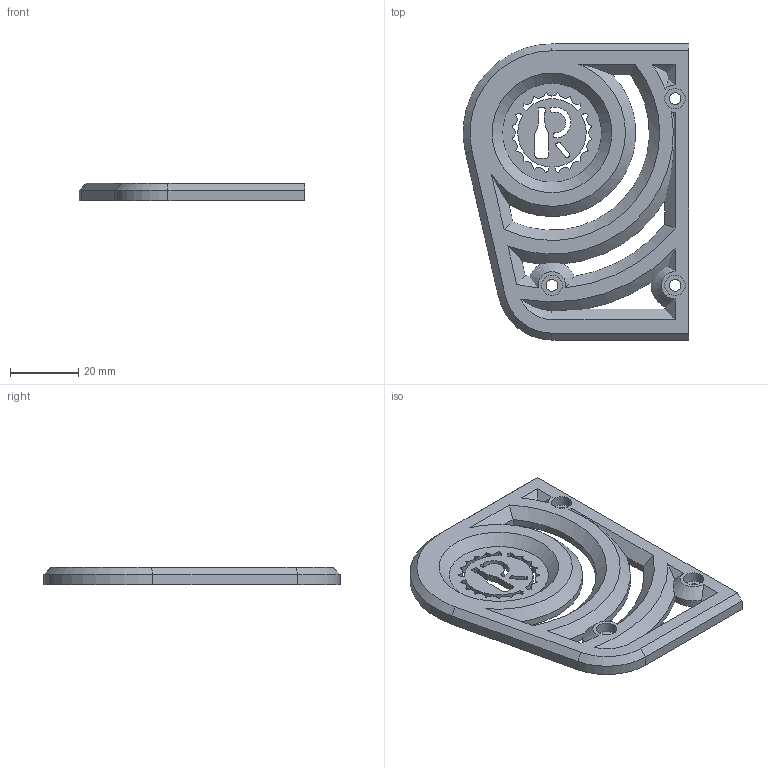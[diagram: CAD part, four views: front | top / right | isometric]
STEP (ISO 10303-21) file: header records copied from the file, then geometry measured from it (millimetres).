
FILE_DESCRIPTION(/* description */ (''),/* implementation_level */ '2;1');
FILE_NAME(/* name */ 'shell1.stp',/* time_stamp */ '2022-05-02T15:56:29+02:00',/* author */ ('ruben'),/* organization */ (''),/* preprocessor_version */ 'ST-DEVELOPER v18.1',/* originating_system */ 'Autodesk Inventor 2022',/* authorisation */ '');
FILE_SCHEMA (('AUTOMOTIVE_DESIGN { 1 0 10303 214 3 1 1 }'));
Length unit declared in the file: millimetre
Products named in the file (1): Abdeckplatte
Bounding box: 65.95 x 86.6 x 5 mm (x, y, z)
Volume: 18124.8 mm3; surface area: 12044.9 mm2
Topology: 1 solids, 1 shells, 151 faces, 415 edges, 270 vertices
Faces by surface type: cylinder 88, plane 48, cone 15
Full cylindrical faces by diameter (mm): 3.4 x3, 6 x3
Entity records: 4983 total; most frequent: CARTESIAN_POINT 921, DIRECTION 888, ORIENTED_EDGE 830, EDGE_CURVE 415, AXIS2_PLACEMENT_3D 344, VERTEX_POINT 270, LINE 200, VECTOR 200
